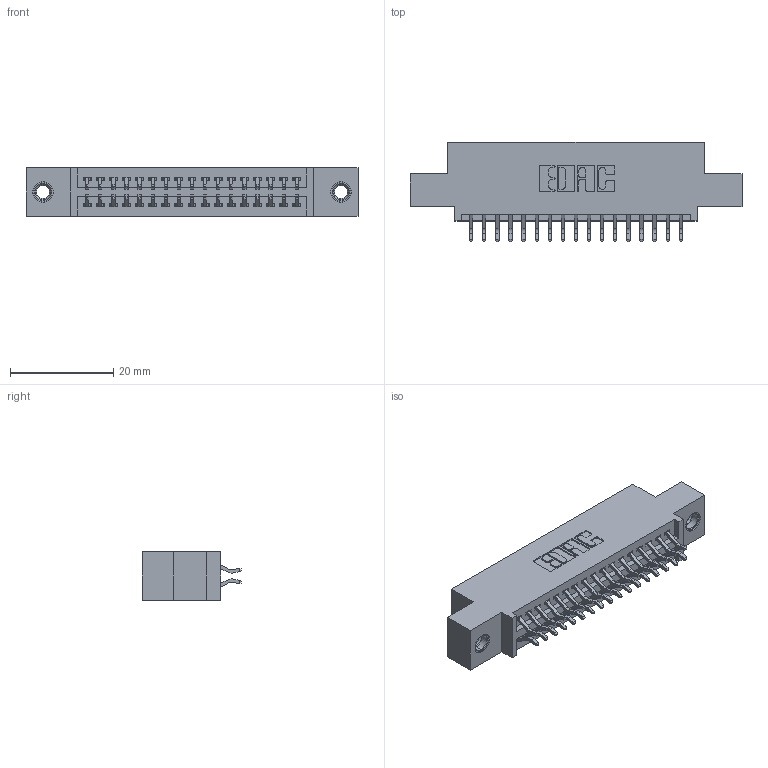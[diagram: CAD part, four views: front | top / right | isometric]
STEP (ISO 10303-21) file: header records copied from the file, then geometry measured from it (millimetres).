
FILE_DESCRIPTION (( 'STEP AP203' ), '1' );
FILE_NAME ('345-034-556-507.STEP', '2019-10-28T07:40:09', ( '' ), ( '' ), 'SwSTEP 2.0', 'SolidWorks 2016', '' );
FILE_SCHEMA (( 'CONFIG_CONTROL_DESIGN' ));
Length unit declared in the file: inch
Products named in the file (4): 345-250-001_345-250-005-103; 345 Part_0.110 Offset - 0.156 Dia-TI; 345-292-001_556 Tail; 345-034-556-507
Assembly tree (37 placements, depth 2):
  345-034-556-507
    345 Part_0.110 Offset - 0.156 Dia-TI
    345-292-001_556 Tail  x34
    345-250-001_345-250-005-103  x2
Bounding box: 64.39 x 19.24 x 9.4 mm (x, y, z)
Volume: 5934.5 mm3; surface area: 8379 mm2
Topology: 37 solids, 37 shells, 2094 faces, 6167 edges, 4058 vertices
Faces by surface type: plane 1374, cylinder 704, cone 12, torus 4
Entity records: 18242 total; most frequent: CARTESIAN_POINT 3079, ORIENTED_EDGE 2994, DIRECTION 2759, EDGE_CURVE 1497, VECTOR 1269, LINE 1269, VERTEX_POINT 992, AXIS2_PLACEMENT_3D 745
